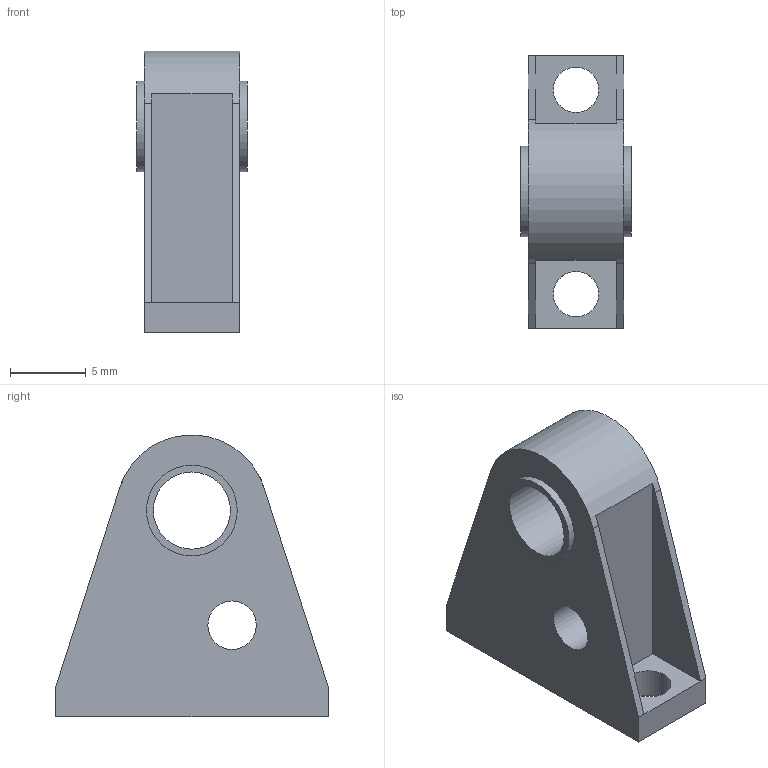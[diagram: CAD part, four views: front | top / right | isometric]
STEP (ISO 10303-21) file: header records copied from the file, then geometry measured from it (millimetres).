
FILE_DESCRIPTION(/* description */ (''),/* implementation_level */ '2;1');
FILE_NAME(/* name */ 'Support_arbre_type2.step',/* time_stamp */ '2023-04-15T09:41:58-04:00',/* author */ (''),/* organization */ (''),/* preprocessor_version */ 'ST-DEVELOPER v19.2',/* originating_system */ 'Autodesk Translation Framework v12.4.0.73',/* authorisation */ '');
FILE_SCHEMA (('AUTOMOTIVE_DESIGN { 1 0 10303 214 3 1 1 }'));
Length unit declared in the file: millimetre
Products named in the file (1): Support_arbre_type2
Bounding box: 7.3 x 18 x 18.62 mm (x, y, z)
Volume: 987.7 mm3; surface area: 1192.4 mm2
Topology: 1 solids, 1 shells, 26 faces, 62 edges, 40 vertices
Faces by surface type: plane 19, cylinder 7
Full cylindrical faces by diameter (mm): 3 x2, 3.2 x1, 5.1 x1, 6 x2
Entity records: 801 total; most frequent: DIRECTION 134, CARTESIAN_POINT 129, ORIENTED_EDGE 124, EDGE_CURVE 62, AXIS2_PLACEMENT_3D 45, LINE 44, VECTOR 44, VERTEX_POINT 40
